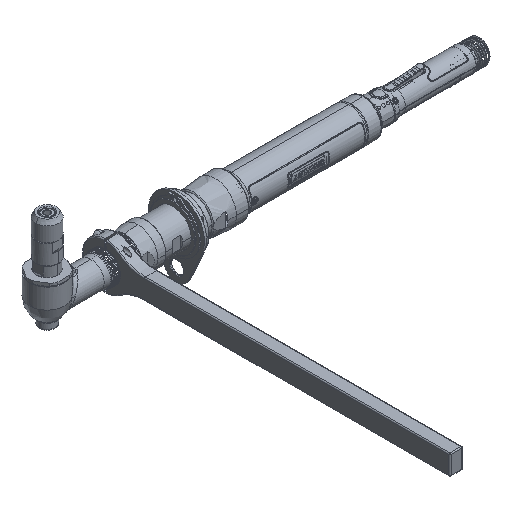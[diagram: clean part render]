
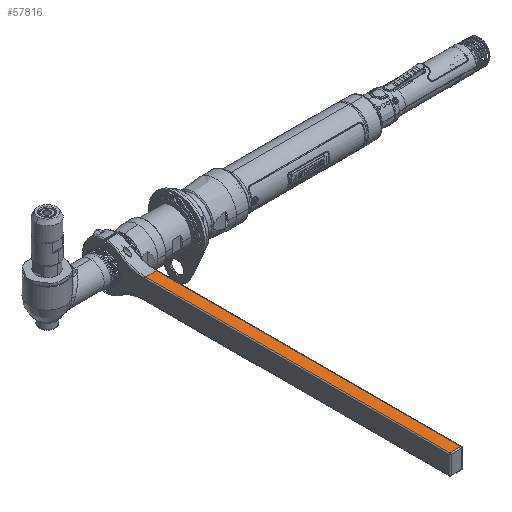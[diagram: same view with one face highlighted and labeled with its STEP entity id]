
A CAD part, isometric view. The second image highlights one B-rep face of the part: STEP entity #57816.
In plain terms, the highlighted planar face has unit normal (0, 0, 1).
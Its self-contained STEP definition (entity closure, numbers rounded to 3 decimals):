
#55792=DIRECTION('',(0.,-1.,0.));
#55793=VECTOR('',#55792,17.651);
#55794=CARTESIAN_POINT('',(-6.53,-2.289,0.588));
#55795=LINE('',#55794,#55793);
#55813=DIRECTION('',(1.,0.,0.));
#55814=VECTOR('',#55813,0.63);
#55815=CARTESIAN_POINT('',(-6.53,-2.289,0.588));
#55816=LINE('',#55815,#55814);
#55829=DIRECTION('',(-1.,0.,0.));
#55830=VECTOR('',#55829,0.63);
#55831=CARTESIAN_POINT('',(-5.9,-19.94,0.588));
#55832=LINE('',#55831,#55830);
#56951=DIRECTION('',(0.,1.,0.));
#56952=VECTOR('',#56951,17.651);
#56953=CARTESIAN_POINT('',(-5.9,-19.94,0.588));
#56954=LINE('',#56953,#56952);
#57528=CARTESIAN_POINT('',(-5.9,-19.94,0.588));
#57529=CARTESIAN_POINT('',(-6.53,-19.94,0.588));
#57530=VERTEX_POINT('',#57528);
#57531=VERTEX_POINT('',#57529);
#57532=CARTESIAN_POINT('',(-6.53,-2.289,0.588));
#57533=VERTEX_POINT('',#57532);
#57564=CARTESIAN_POINT('',(-5.9,-2.289,0.588));
#57565=VERTEX_POINT('',#57564);
#57802=CARTESIAN_POINT('',(-6.59,-2.289,0.588));
#57803=DIRECTION('',(0.,0.,1.));
#57804=DIRECTION('',(0.,-1.,0.));
#57805=AXIS2_PLACEMENT_3D('',#57802,#57803,#57804);
#57806=PLANE('',#57805);
#57808=ORIENTED_EDGE('',*,*,#57807,.T.);
#57809=ORIENTED_EDGE('',*,*,#57792,.F.);
#57811=ORIENTED_EDGE('',*,*,#57810,.T.);
#57813=ORIENTED_EDGE('',*,*,#57812,.F.);
#57814=EDGE_LOOP('',(#57808,#57809,#57811,#57813));
#57815=FACE_OUTER_BOUND('',#57814,.F.);
#57816=ADVANCED_FACE('',(#57815),#57806,.T.);
#57792=EDGE_CURVE('',#57533,#57531,#55795,.T.);
#57807=EDGE_CURVE('',#57530,#57531,#55832,.T.);
#57810=EDGE_CURVE('',#57533,#57565,#55816,.T.);
#57812=EDGE_CURVE('',#57530,#57565,#56954,.T.);
